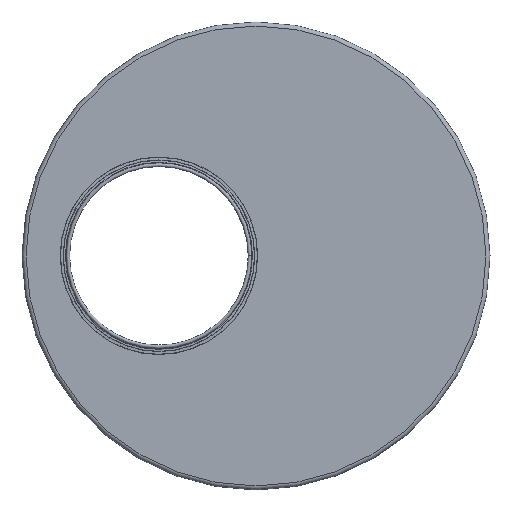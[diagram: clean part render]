
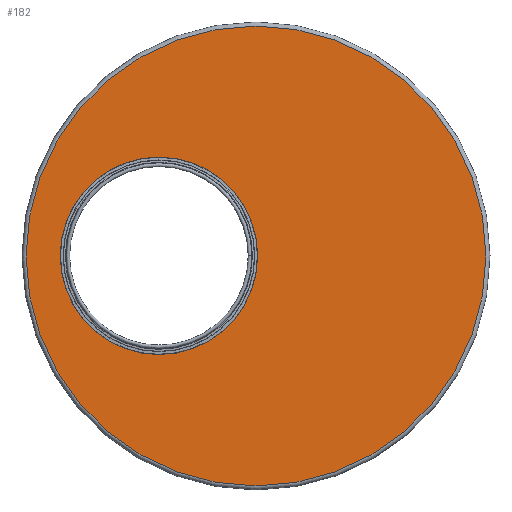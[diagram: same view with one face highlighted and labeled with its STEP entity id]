
A CAD part, front view. The second image highlights one B-rep face of the part: STEP entity #182.
In plain terms, the highlighted face is planar.
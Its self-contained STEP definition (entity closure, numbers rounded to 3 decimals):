
#112=CARTESIAN_POINT('',(-0.17,60.,165.29));
#113=VERTEX_POINT('',#112);
#114=CARTESIAN_POINT('',(-0.17,60.,83.29));
#115=DIRECTION('',(0.0,-1.0,0.0));
#116=DIRECTION('',(0.0,0.0,-1.0));
#117=AXIS2_PLACEMENT_3D('',#114,#115,#116);
#118=CIRCLE('',#117,82.0);
#119=EDGE_CURVE('',#113,#113,#118,.T.);
#163=CARTESIAN_POINT('',(98.625,60.,0.));
#164=DIRECTION('',(0.0,1.0,0.0));
#165=DIRECTION('',(0.0,0.0,1.0));
#166=AXIS2_PLACEMENT_3D('',#163,#164,#165);
#167=PLANE('',#166);
#168=CARTESIAN_POINT('',(197.25,60.,0.));
#169=VERTEX_POINT('',#168);
#170=CARTESIAN_POINT('',(0.,60.,0.));
#171=DIRECTION('',(0.0,-1.0,0.0));
#172=DIRECTION('',(1.0,0.0,0.0));
#173=AXIS2_PLACEMENT_3D('',#170,#171,#172);
#174=CIRCLE('',#173,197.25);
#175=EDGE_CURVE('',#169,#169,#174,.T.);
#176=ORIENTED_EDGE('',*,*,#175,.F.);
#177=EDGE_LOOP('',(#176));
#178=FACE_OUTER_BOUND('',#177,.T.);
#179=ORIENTED_EDGE('',*,*,#119,.T.);
#180=EDGE_LOOP('',(#179));
#181=FACE_BOUND('',#180,.T.);
#182=ADVANCED_FACE('',(#178,#181),#167,.T.);
